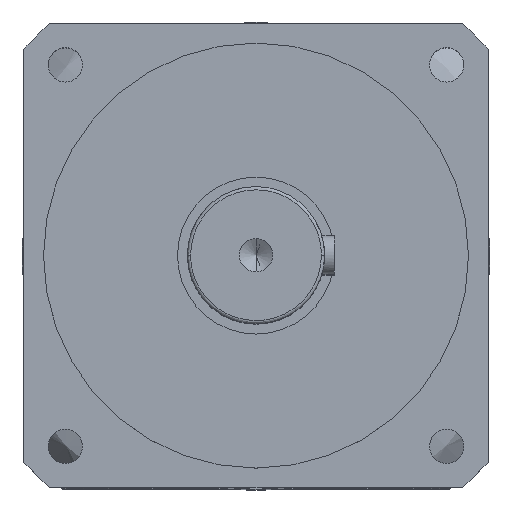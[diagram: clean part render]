
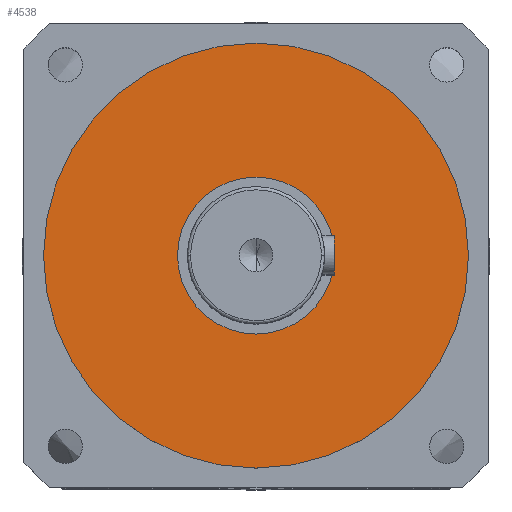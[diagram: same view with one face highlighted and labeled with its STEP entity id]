
A CAD part, top view. The second image highlights one B-rep face of the part: STEP entity #4538.
In plain terms, the highlighted planar face has unit normal (0, 0, 1).
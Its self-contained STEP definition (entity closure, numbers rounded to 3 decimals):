
#716 = DIRECTION ( 'NONE',  ( 0., 0., 1. ) ) ;
#961 = ORIENTED_EDGE ( 'NONE', *, *, #4194, .F. ) ;
#1061 = ORIENTED_EDGE ( 'NONE', *, *, #4992, .F. ) ;
#1298 = VERTEX_POINT ( 'NONE', #1322 ) ;
#1322 = CARTESIAN_POINT ( 'NONE',  ( -24., 0., -70. ) ) ;
#1396 = EDGE_CURVE ( 'NONE', #5277, #4106, #7131, .T. ) ;
#1483 = AXIS2_PLACEMENT_3D ( 'NONE', #4645, #716, #5315 ) ;
#1766 = FACE_BOUND ( 'NONE', #2111, .T. ) ;
#2103 = DIRECTION ( 'NONE',  ( -1., 0., 0. ) ) ;
#2111 = EDGE_LOOP ( 'NONE', ( #961, #3038 ) ) ;
#2173 = DIRECTION ( 'NONE',  ( 1., 0., 0. ) ) ;
#2847 = DIRECTION ( 'NONE',  ( 0., 0., -1. ) ) ;
#3038 = ORIENTED_EDGE ( 'NONE', *, *, #5978, .F. ) ;
#3139 = VERTEX_POINT ( 'NONE', #7967 ) ;
#3208 = CIRCLE ( 'NONE', #6453, 65. ) ;
#3668 = AXIS2_PLACEMENT_3D ( 'NONE', #3671, #2847, #2173 ) ;
#3671 = CARTESIAN_POINT ( 'NONE',  ( 0., 0., -70. ) ) ;
#4106 = VERTEX_POINT ( 'NONE', #6487 ) ;
#4119 = PLANE ( 'NONE',  #6712 ) ;
#4194 = EDGE_CURVE ( 'NONE', #3139, #1298, #4260, .T. ) ;
#4260 = CIRCLE ( 'NONE', #1483, 24. ) ;
#4538 = ADVANCED_FACE ( 'NONE', ( #7912, #1766 ), #4119, .F. ) ;
#4645 = CARTESIAN_POINT ( 'NONE',  ( 0., 0., -70. ) ) ;
#4992 = EDGE_CURVE ( 'NONE', #4106, #5277, #3208, .T. ) ;
#5079 = AXIS2_PLACEMENT_3D ( 'NONE', #5788, #7734, #5851 ) ;
#5202 = DIRECTION ( 'NONE',  ( 1., 0., 0. ) ) ;
#5277 = VERTEX_POINT ( 'NONE', #5719 ) ;
#5315 = DIRECTION ( 'NONE',  ( 1., 0., 0. ) ) ;
#5331 = ORIENTED_EDGE ( 'NONE', *, *, #1396, .F. ) ;
#5719 = CARTESIAN_POINT ( 'NONE',  ( -65., 0., -70. ) ) ;
#5763 = CIRCLE ( 'NONE', #5079, 24. ) ;
#5788 = CARTESIAN_POINT ( 'NONE',  ( 0., 0., -70. ) ) ;
#5808 = DIRECTION ( 'NONE',  ( 0., 0., -1. ) ) ;
#5851 = DIRECTION ( 'NONE',  ( 1., 0., 0. ) ) ;
#5978 = EDGE_CURVE ( 'NONE', #1298, #3139, #5763, .T. ) ;
#6076 = CARTESIAN_POINT ( 'NONE',  ( 0., 65., -70. ) ) ;
#6403 = CARTESIAN_POINT ( 'NONE',  ( 0., 0., -70. ) ) ;
#6453 = AXIS2_PLACEMENT_3D ( 'NONE', #6403, #5808, #5202 ) ;
#6473 = EDGE_LOOP ( 'NONE', ( #1061, #5331 ) ) ;
#6487 = CARTESIAN_POINT ( 'NONE',  ( 65., 0., -70. ) ) ;
#6712 = AXIS2_PLACEMENT_3D ( 'NONE', #6076, #6716, #2103 ) ;
#6716 = DIRECTION ( 'NONE',  ( 0., 0., -1. ) ) ;
#7131 = CIRCLE ( 'NONE', #3668, 65. ) ;
#7734 = DIRECTION ( 'NONE',  ( 0., 0., 1. ) ) ;
#7912 = FACE_OUTER_BOUND ( 'NONE', #6473, .T. ) ;
#7967 = CARTESIAN_POINT ( 'NONE',  ( 24., 0., -70. ) ) ;
